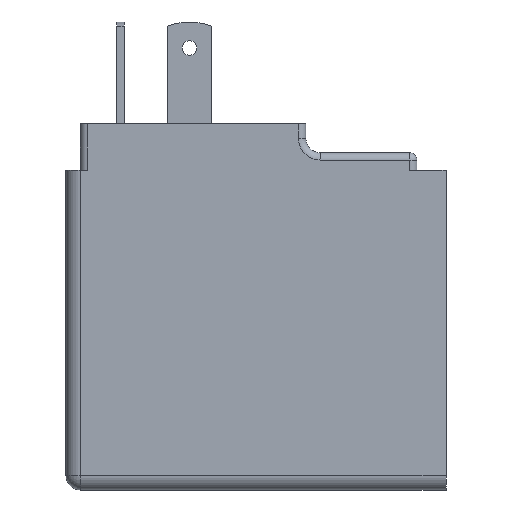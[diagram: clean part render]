
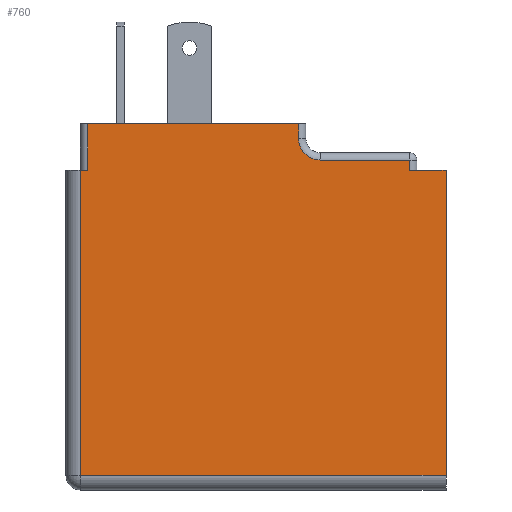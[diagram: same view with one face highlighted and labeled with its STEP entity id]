
A CAD part, left-side view. The second image highlights one B-rep face of the part: STEP entity #760.
In plain terms, the highlighted planar face has unit normal (-1, 0, 0).
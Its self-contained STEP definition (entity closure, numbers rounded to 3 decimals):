
#54 = CARTESIAN_POINT ( 'NONE',  ( -7.5, -13.075, 22. ) ) ;
#62 = CARTESIAN_POINT ( 'NONE',  ( -7.5, 11.575, 25.2 ) ) ;
#67 = LINE ( 'NONE', #236, #1533 ) ;
#95 = CARTESIAN_POINT ( 'NONE',  ( -7.5, -13.075, 22. ) ) ;
#144 = FACE_OUTER_BOUND ( 'NONE', #1720, .T. ) ;
#146 = CARTESIAN_POINT ( 'NONE',  ( -7.5, -13.075, 1. ) ) ;
#236 = CARTESIAN_POINT ( 'NONE',  ( -7.5, 12.075, 0. ) ) ;
#301 = ORIENTED_EDGE ( 'NONE', *, *, #345, .T. ) ;
#345 = EDGE_CURVE ( 'NONE', #1570, #2115, #3903, .T. ) ;
#411 = ORIENTED_EDGE ( 'NONE', *, *, #1905, .T. ) ;
#437 = PLANE ( 'NONE',  #3206 ) ;
#565 = VERTEX_POINT ( 'NONE', #2935 ) ;
#693 = EDGE_CURVE ( 'NONE', #3246, #2781, #2769, .T. ) ;
#705 = VERTEX_POINT ( 'NONE', #62 ) ;
#760 = ADVANCED_FACE ( 'NONE', ( #144 ), #437, .F. ) ;
#767 = DIRECTION ( 'NONE',  ( 0., 1., 0. ) ) ;
#799 = CARTESIAN_POINT ( 'NONE',  ( -7.5, 13.075, 25.2 ) ) ;
#872 = LINE ( 'NONE', #799, #2279 ) ;
#996 = LINE ( 'NONE', #4044, #1395 ) ;
#1039 = DIRECTION ( 'NONE',  ( 0., 1., 0. ) ) ;
#1100 = CARTESIAN_POINT ( 'NONE',  ( -7.5, 12.075, 22. ) ) ;
#1121 = ORIENTED_EDGE ( 'NONE', *, *, #3427, .T. ) ;
#1202 = VERTEX_POINT ( 'NONE', #146 ) ;
#1240 = CIRCLE ( 'NONE', #3808, 1.5 ) ;
#1311 = ORIENTED_EDGE ( 'NONE', *, *, #3164, .T. ) ;
#1395 = VECTOR ( 'NONE', #3082, 1000. ) ;
#1399 = CARTESIAN_POINT ( 'NONE',  ( -7.5, 0., 22. ) ) ;
#1401 = CARTESIAN_POINT ( 'NONE',  ( -7.5, -10.575, 0. ) ) ;
#1409 = ORIENTED_EDGE ( 'NONE', *, *, #2658, .T. ) ;
#1422 = VECTOR ( 'NONE', #1432, 1000. ) ;
#1432 = DIRECTION ( 'NONE',  ( 0., 1., 0. ) ) ;
#1533 = VECTOR ( 'NONE', #1535, 1000. ) ;
#1535 = DIRECTION ( 'NONE',  ( 0., 0., -1. ) ) ;
#1551 = CARTESIAN_POINT ( 'NONE',  ( -7.5, 0., 1. ) ) ;
#1570 = VERTEX_POINT ( 'NONE', #2897 ) ;
#1583 = LINE ( 'NONE', #1551, #3810 ) ;
#1682 = DIRECTION ( 'NONE',  ( 0., 0., -1. ) ) ;
#1702 = LINE ( 'NONE', #3275, #2806 ) ;
#1720 = EDGE_LOOP ( 'NONE', ( #2802, #301, #2778, #411, #2306, #1311, #3852, #1121, #2671, #2110, #1409 ) ) ;
#1736 = LINE ( 'NONE', #3719, #2330 ) ;
#1740 = DIRECTION ( 'NONE',  ( 1., 0., 0. ) ) ;
#1861 = VECTOR ( 'NONE', #2989, 1000. ) ;
#1905 = EDGE_CURVE ( 'NONE', #2285, #3246, #1240, .T. ) ;
#1991 = EDGE_CURVE ( 'NONE', #705, #565, #1702, .T. ) ;
#2110 = ORIENTED_EDGE ( 'NONE', *, *, #4138, .T. ) ;
#2115 = VERTEX_POINT ( 'NONE', #4014 ) ;
#2146 = CARTESIAN_POINT ( 'NONE',  ( -7.5, -4.425, 24.2 ) ) ;
#2279 = VECTOR ( 'NONE', #2796, 1000. ) ;
#2285 = VERTEX_POINT ( 'NONE', #3092 ) ;
#2306 = ORIENTED_EDGE ( 'NONE', *, *, #693, .T. ) ;
#2330 = VECTOR ( 'NONE', #4038, 1000. ) ;
#2560 = CARTESIAN_POINT ( 'NONE',  ( -7.5, 12.075, 1. ) ) ;
#2658 = EDGE_CURVE ( 'NONE', #1202, #3335, #996, .T. ) ;
#2671 = ORIENTED_EDGE ( 'NONE', *, *, #4121, .T. ) ;
#2721 = DIRECTION ( 'NONE',  ( 0., 1., 0. ) ) ;
#2769 = LINE ( 'NONE', #3961, #1861 ) ;
#2778 = ORIENTED_EDGE ( 'NONE', *, *, #3477, .T. ) ;
#2781 = VERTEX_POINT ( 'NONE', #3749 ) ;
#2796 = DIRECTION ( 'NONE',  ( 0., 1., 0. ) ) ;
#2802 = ORIENTED_EDGE ( 'NONE', *, *, #3925, .T. ) ;
#2806 = VECTOR ( 'NONE', #1682, 1000. ) ;
#2843 = DIRECTION ( 'NONE',  ( 0., -1., 0. ) ) ;
#2897 = CARTESIAN_POINT ( 'NONE',  ( -7.5, -10.575, 22. ) ) ;
#2935 = CARTESIAN_POINT ( 'NONE',  ( -7.5, 11.575, 22. ) ) ;
#2989 = DIRECTION ( 'NONE',  ( 0., 0., 1. ) ) ;
#3082 = DIRECTION ( 'NONE',  ( 0., 0., 1. ) ) ;
#3092 = CARTESIAN_POINT ( 'NONE',  ( -7.5, -4.425, 22.7 ) ) ;
#3158 = CARTESIAN_POINT ( 'NONE',  ( -7.5, -2.925, 24.2 ) ) ;
#3164 = EDGE_CURVE ( 'NONE', #2781, #705, #872, .T. ) ;
#3206 = AXIS2_PLACEMENT_3D ( 'NONE', #3352, #1740, #767 ) ;
#3230 = DIRECTION ( 'NONE',  ( 1., 0., 0. ) ) ;
#3246 = VERTEX_POINT ( 'NONE', #3158 ) ;
#3275 = CARTESIAN_POINT ( 'NONE',  ( -7.5, 11.575, 0. ) ) ;
#3309 = LINE ( 'NONE', #1399, #1422 ) ;
#3335 = VERTEX_POINT ( 'NONE', #95 ) ;
#3343 = VERTEX_POINT ( 'NONE', #1100 ) ;
#3352 = CARTESIAN_POINT ( 'NONE',  ( -7.5, 0., 0. ) ) ;
#3417 = LINE ( 'NONE', #54, #3758 ) ;
#3427 = EDGE_CURVE ( 'NONE', #565, #3343, #3309, .T. ) ;
#3477 = EDGE_CURVE ( 'NONE', #2115, #2285, #1736, .T. ) ;
#3677 = DIRECTION ( 'NONE',  ( 0., 0., 1. ) ) ;
#3704 = VERTEX_POINT ( 'NONE', #2560 ) ;
#3719 = CARTESIAN_POINT ( 'NONE',  ( -7.5, 0., 22.7 ) ) ;
#3749 = CARTESIAN_POINT ( 'NONE',  ( -7.5, -2.925, 25.2 ) ) ;
#3758 = VECTOR ( 'NONE', #1039, 1000. ) ;
#3808 = AXIS2_PLACEMENT_3D ( 'NONE', #2146, #3230, #2721 ) ;
#3810 = VECTOR ( 'NONE', #2843, 1000. ) ;
#3851 = VECTOR ( 'NONE', #3677, 1000. ) ;
#3852 = ORIENTED_EDGE ( 'NONE', *, *, #1991, .T. ) ;
#3903 = LINE ( 'NONE', #1401, #3851 ) ;
#3925 = EDGE_CURVE ( 'NONE', #3335, #1570, #3417, .T. ) ;
#3961 = CARTESIAN_POINT ( 'NONE',  ( -7.5, -2.925, 0. ) ) ;
#4014 = CARTESIAN_POINT ( 'NONE',  ( -7.5, -10.575, 22.7 ) ) ;
#4038 = DIRECTION ( 'NONE',  ( 0., 1., 0. ) ) ;
#4044 = CARTESIAN_POINT ( 'NONE',  ( -7.5, -13.075, 25.2 ) ) ;
#4121 = EDGE_CURVE ( 'NONE', #3343, #3704, #67, .T. ) ;
#4138 = EDGE_CURVE ( 'NONE', #3704, #1202, #1583, .T. ) ;
